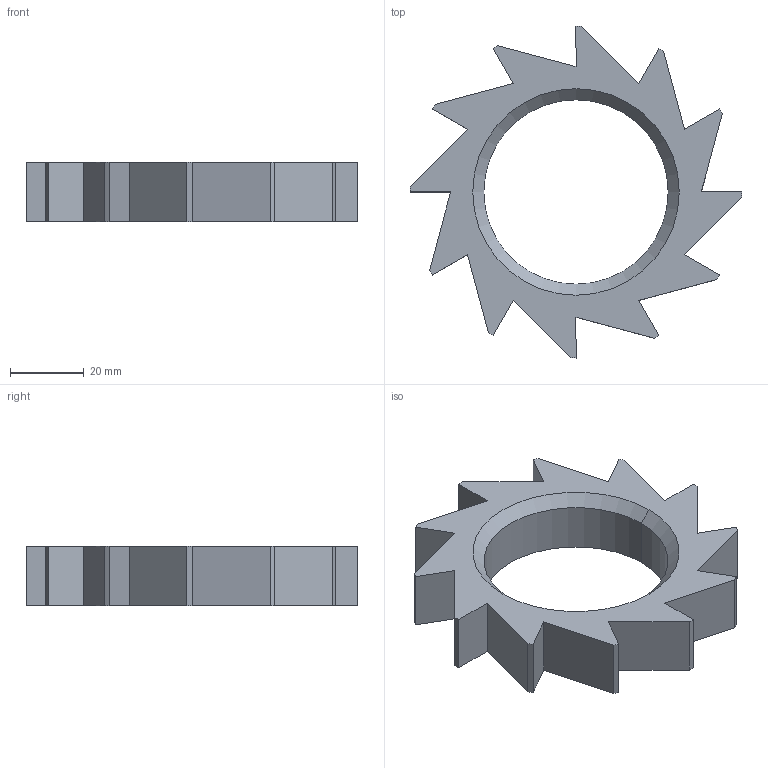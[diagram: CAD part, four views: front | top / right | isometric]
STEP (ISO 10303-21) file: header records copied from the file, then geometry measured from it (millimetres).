
FILE_DESCRIPTION (( 'STEP AP214' ), '1' );
FILE_NAME ('Ratchet.STEP', '2025-01-18T10:57:55', ( '' ), ( '' ), 'SwSTEP 2.0', 'SolidWorks 2024', '' );
FILE_SCHEMA (( 'AUTOMOTIVE_DESIGN' ));
Length unit declared in the file: millimetre
Products named in the file (1): Ratchet
Bounding box: 90 x 90 x 16 mm (x, y, z)
Volume: 43444.3 mm3; surface area: 14382.6 mm2
Topology: 1 solids, 1 shells, 42 faces, 118 edges, 78 vertices
Faces by surface type: plane 26, cylinder 14, cone 2
Entity records: 1383 total; most frequent: CARTESIAN_POINT 239, ORIENTED_EDGE 236, DIRECTION 234, EDGE_CURVE 118, LINE 88, VECTOR 88, VERTEX_POINT 78, AXIS2_PLACEMENT_3D 73
